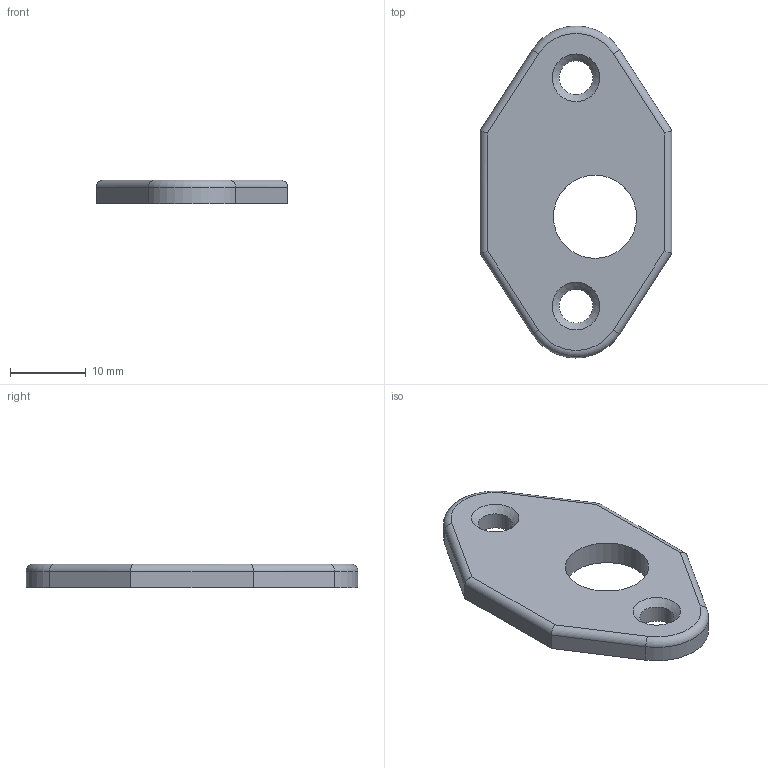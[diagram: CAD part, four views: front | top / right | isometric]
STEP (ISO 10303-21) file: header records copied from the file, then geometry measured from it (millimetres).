
FILE_DESCRIPTION(('FreeCAD Model'),'2;1');
FILE_NAME('Open CASCADE Shape Model','2025-10-20T16:27:22',(''),(''), 'Open CASCADE STEP processor 7.7','FreeCAD','Unknown');
FILE_SCHEMA(('AUTOMOTIVE_DESIGN { 1 0 10303 214 1 1 1 1 }'));
Length unit declared in the file: millimetre
Products named in the file (1): mountingPlate
Bounding box: 25.4 x 43.94 x 3.17 mm (x, y, z)
Volume: 2283.7 mm3; surface area: 1953.7 mm2
Topology: 1 solids, 1 shells, 23 faces, 53 edges, 32 vertices
Faces by surface type: cylinder 11, plane 8, torus 2, cone 2
Full cylindrical faces by diameter (mm): 4.5 x2, 11 x1
Entity records: 683 total; most frequent: DIRECTION 123, CARTESIAN_POINT 109, ORIENTED_EDGE 106, EDGE_CURVE 53, AXIS2_PLACEMENT_3D 46, VERTEX_POINT 32, LINE 31, VECTOR 31
